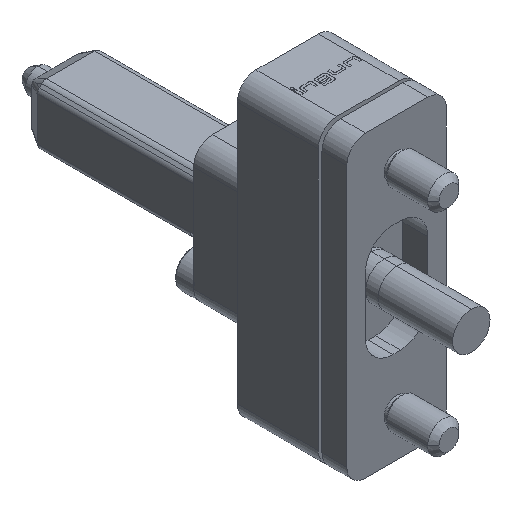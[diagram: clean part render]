
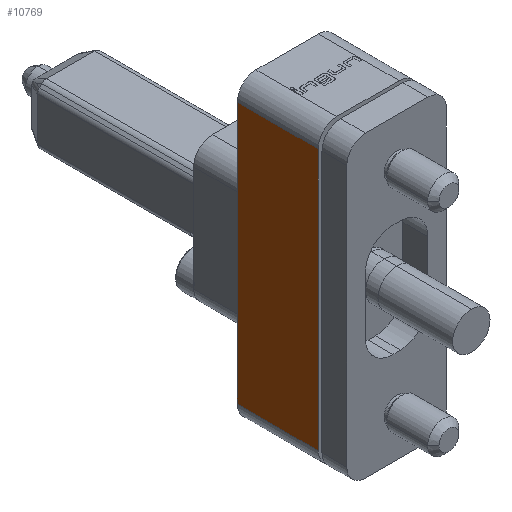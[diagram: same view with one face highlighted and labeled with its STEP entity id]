
A CAD part, isometric view. The second image highlights one B-rep face of the part: STEP entity #10769.
In plain terms, the highlighted planar face has unit normal (-1, 0, 0).
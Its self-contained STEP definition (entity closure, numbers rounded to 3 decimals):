
#143 = LINE ( 'NONE', #12694, #17352 ) ;
#952 = ORIENTED_EDGE ( 'NONE', *, *, #14117, .T. ) ;
#990 = AXIS2_PLACEMENT_3D ( 'NONE', #10095, #11568, #4671 ) ;
#1579 = VECTOR ( 'NONE', #8771, 1000. ) ;
#2346 = LINE ( 'NONE', #10448, #7531 ) ;
#2784 = VECTOR ( 'NONE', #15298, 1000. ) ;
#3041 = DIRECTION ( 'NONE',  ( 0., -1., 0. ) ) ;
#3181 = PLANE ( 'NONE',  #990 ) ;
#3208 = VERTEX_POINT ( 'NONE', #14369 ) ;
#3463 = ORIENTED_EDGE ( 'NONE', *, *, #8715, .T. ) ;
#3910 = CARTESIAN_POINT ( 'NONE',  ( -4., 0., -10.5 ) ) ;
#3994 = VECTOR ( 'NONE', #3041, 1000. ) ;
#4671 = DIRECTION ( 'NONE',  ( 0., -1., 0. ) ) ;
#4931 = EDGE_LOOP ( 'NONE', ( #15688, #3463, #14243, #7064, #11564, #952 ) ) ;
#5888 = FACE_OUTER_BOUND ( 'NONE', #4931, .T. ) ;
#6418 = CARTESIAN_POINT ( 'NONE',  ( -4., 6.5, 0. ) ) ;
#6908 = CARTESIAN_POINT ( 'NONE',  ( -4., 0., 10.5 ) ) ;
#7064 = ORIENTED_EDGE ( 'NONE', *, *, #8792, .T. ) ;
#7531 = VECTOR ( 'NONE', #13596, 1000. ) ;
#7588 = CARTESIAN_POINT ( 'NONE',  ( -4., 6.5, -4.25 ) ) ;
#8715 = EDGE_CURVE ( 'Defeature ausgef�hrt1_7+Defeature ausgef�hrt1_11+Defeature ausgef�hrt1_9+Defeature ausgef�hrt1_3', #10494, #11522, #10160, .T. ) ;
#8771 = DIRECTION ( 'NONE',  ( 0., 1., 0. ) ) ;
#8792 = EDGE_CURVE ( 'Defeature ausgef�hrt1_7+Defeature ausgef�hrt1_175+Defeature ausgef�hrt1_3+Defeature ausgef�hrt1_2', #3208, #17406, #14702, .T. ) ;
#9218 = DIRECTION ( 'NONE',  ( 0., 0., -1. ) ) ;
#9892 = EDGE_CURVE ( 'Defeature ausgef�hrt1_7+Defeature ausgef�hrt1_9+Defeature ausgef�hrt1_13+Defeature ausgef�hrt1_11', #12448, #10494, #16505, .T. ) ;
#10095 = CARTESIAN_POINT ( 'NONE',  ( -4., 6.5, 12. ) ) ;
#10144 = CARTESIAN_POINT ( 'NONE',  ( -4., 6.5, -10.5 ) ) ;
#10160 = LINE ( 'NONE', #15801, #1579 ) ;
#10448 = CARTESIAN_POINT ( 'NONE',  ( -4., 6.5, 12. ) ) ;
#10494 = VERTEX_POINT ( 'NONE', #6908 ) ;
#10769 = ADVANCED_FACE ( 'Defeature ausgef�hrt1_7', ( #5888 ), #3181, .F. ) ;
#11522 = VERTEX_POINT ( 'NONE', #13997 ) ;
#11564 = ORIENTED_EDGE ( 'NONE', *, *, #12038, .F. ) ;
#11568 = DIRECTION ( 'NONE',  ( 1., 0., 0. ) ) ;
#12038 = EDGE_CURVE ( 'Defeature ausgef�hrt1_2+Defeature ausgef�hrt1_7+Defeature ausgef�hrt1_13+Defeature ausgef�hrt1_173', #16248, #17406, #143, .T. ) ;
#12448 = VERTEX_POINT ( 'NONE', #3910 ) ;
#12694 = CARTESIAN_POINT ( 'NONE',  ( -4., 6.5, 12. ) ) ;
#13596 = DIRECTION ( 'NONE',  ( 0., 0., 1. ) ) ;
#13997 = CARTESIAN_POINT ( 'NONE',  ( -4., 6.5, 10.5 ) ) ;
#14117 = EDGE_CURVE ( 'Defeature ausgef�hrt1_7+Defeature ausgef�hrt1_13+Defeature ausgef�hrt1_2+Defeature ausgef�hrt1_9', #16248, #12448, #17199, .T. ) ;
#14243 = ORIENTED_EDGE ( 'NONE', *, *, #16035, .F. ) ;
#14369 = CARTESIAN_POINT ( 'NONE',  ( -4., 6.5, 4.25 ) ) ;
#14687 = VECTOR ( 'NONE', #9218, 1000. ) ;
#14702 = LINE ( 'NONE', #6418, #14687 ) ;
#15298 = DIRECTION ( 'NONE',  ( 0., 0., 1. ) ) ;
#15385 = DIRECTION ( 'NONE',  ( 0., 0., 1. ) ) ;
#15688 = ORIENTED_EDGE ( 'NONE', *, *, #9892, .T. ) ;
#15801 = CARTESIAN_POINT ( 'NONE',  ( -4., 6.5, 10.5 ) ) ;
#15905 = CARTESIAN_POINT ( 'NONE',  ( -4., 6.5, -10.5 ) ) ;
#16035 = EDGE_CURVE ( 'Defeature ausgef�hrt1_3+Defeature ausgef�hrt1_7+Defeature ausgef�hrt1_171+Defeature ausgef�hrt1_11', #3208, #11522, #2346, .T. ) ;
#16248 = VERTEX_POINT ( 'NONE', #15905 ) ;
#16505 = LINE ( 'NONE', #18090, #2784 ) ;
#17199 = LINE ( 'NONE', #10144, #3994 ) ;
#17352 = VECTOR ( 'NONE', #15385, 1000. ) ;
#17406 = VERTEX_POINT ( 'NONE', #7588 ) ;
#18090 = CARTESIAN_POINT ( 'NONE',  ( -4., 0., 12. ) ) ;
